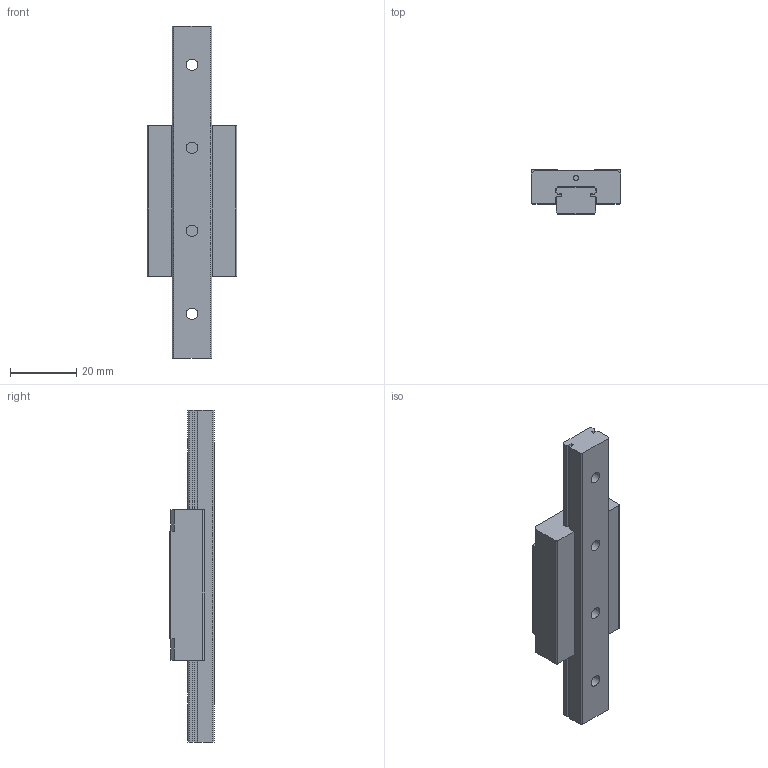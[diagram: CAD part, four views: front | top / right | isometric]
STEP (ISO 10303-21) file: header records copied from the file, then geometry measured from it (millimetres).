
FILE_DESCRIPTION(('FreeCAD Model'),'2;1');
FILE_NAME('MGN12H_100.stp','2020-12-13T11:15:16',('Author'),(''), 'Open CASCADE STEP processor 7.3','FreeCAD','Unknown');
FILE_SCHEMA(('CONFIG_CONTROL_DESIGN','SHAPE_APPEARANCE_LAYER_MIM'));
Length unit declared in the file: millimetre
Products named in the file (4): MGN12H; rail; Cut; carriage
Assembly tree (3 placements, depth 3):
  MGN12H
    rail
      Cut
    carriage
Bounding box: 27 x 13.3 x 100 mm (x, y, z)
Volume: 17981.8 mm3; surface area: 9912.9 mm2
Topology: 2 solids, 2 shells, 90 faces, 224 edges, 148 vertices
Faces by surface type: plane 70, cylinder 16, cone 4
Full cylindrical faces by diameter (mm): 1.4 x2, 3 x4, 3.5 x4, 6 x4
Entity records: 5787 total; most frequent: CARTESIAN_POINT 1004, DIRECTION 881, LINE 604, VECTOR 604, ORIENTED_EDGE 448, PCURVE 448, DEFINITIONAL_REPRESENTATION 448, EDGE_CURVE 224
